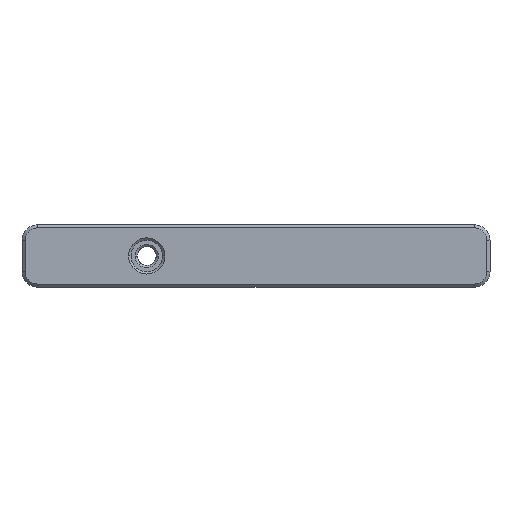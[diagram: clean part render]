
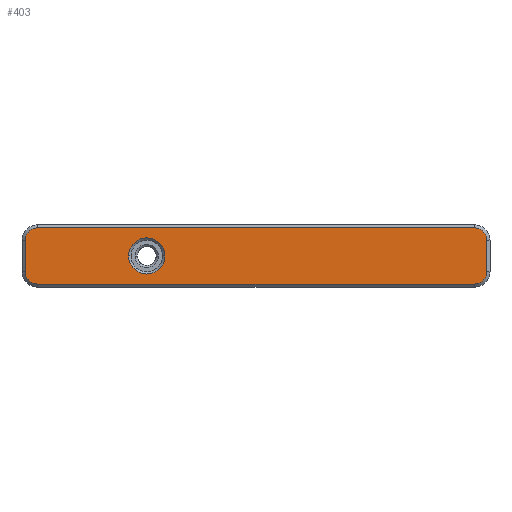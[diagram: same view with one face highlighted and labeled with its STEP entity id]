
A CAD part, top view. The second image highlights one B-rep face of the part: STEP entity #403.
In plain terms, the highlighted planar face has unit normal (0, 0, 1).
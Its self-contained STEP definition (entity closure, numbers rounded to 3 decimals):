
#42 = ORIENTED_EDGE ( 'NONE', *, *, #2818, .T. ) ;
#59 = CIRCLE ( 'NONE', #2218, 4. ) ;
#135 = ORIENTED_EDGE ( 'NONE', *, *, #253, .T. ) ;
#141 = DIRECTION ( 'NONE',  ( 0., 0., -1. ) ) ;
#253 = EDGE_CURVE ( 'NONE', #427, #635, #2660, .T. ) ;
#266 = EDGE_LOOP ( 'NONE', ( #1899, #2323, #135, #2330, #42, #2434, #1536, #2155 ) ) ;
#315 = VECTOR ( 'NONE', #2147, 1000. ) ;
#326 = ORIENTED_EDGE ( 'NONE', *, *, #1550, .T. ) ;
#342 = VECTOR ( 'NONE', #974, 1000. ) ;
#363 = CARTESIAN_POINT ( 'NONE',  ( -39., -5., 7. ) ) ;
#374 = DIRECTION ( 'NONE',  ( 0., 0., 1. ) ) ;
#379 = DIRECTION ( 'NONE',  ( 1., 0., 0. ) ) ;
#403 = ADVANCED_FACE ( 'NONE', ( #452, #1783 ), #1286, .T. ) ;
#427 = VERTEX_POINT ( 'NONE', #1949 ) ;
#443 = DIRECTION ( 'NONE',  ( 1., 0., 0. ) ) ;
#452 = FACE_BOUND ( 'NONE', #786, .T. ) ;
#505 = DIRECTION ( 'NONE',  ( 1., 0., 0. ) ) ;
#529 = DIRECTION ( 'NONE',  ( 1., 0., 0. ) ) ;
#562 = CARTESIAN_POINT ( 'NONE',  ( 105., -9., 7. ) ) ;
#565 = DIRECTION ( 'NONE',  ( 0., 0., 1. ) ) ;
#572 = VERTEX_POINT ( 'NONE', #2708 ) ;
#635 = VERTEX_POINT ( 'NONE', #562 ) ;
#677 = VERTEX_POINT ( 'NONE', #2432 ) ;
#681 = CARTESIAN_POINT ( 'NONE',  ( 109., 5., 7. ) ) ;
#705 = VERTEX_POINT ( 'NONE', #1712 ) ;
#726 = DIRECTION ( 'NONE',  ( 0., 0., -1. ) ) ;
#784 = VERTEX_POINT ( 'NONE', #1063 ) ;
#786 = EDGE_LOOP ( 'NONE', ( #2888, #326 ) ) ;
#825 = LINE ( 'NONE', #1707, #1842 ) ;
#877 = EDGE_CURVE ( 'NONE', #635, #784, #59, .T. ) ;
#974 = DIRECTION ( 'NONE',  ( 0., 1., 0. ) ) ;
#977 = DIRECTION ( 'NONE',  ( 0., 0., 1. ) ) ;
#1063 = CARTESIAN_POINT ( 'NONE',  ( 109., -5., 7. ) ) ;
#1126 = AXIS2_PLACEMENT_3D ( 'NONE', #2191, #1331, #1756 ) ;
#1143 = CARTESIAN_POINT ( 'NONE',  ( -35., 5., 7. ) ) ;
#1181 = DIRECTION ( 'NONE',  ( 1., 0., 0. ) ) ;
#1196 = DIRECTION ( 'NONE',  ( -1., 0., 0. ) ) ;
#1243 = CARTESIAN_POINT ( 'NONE',  ( -39., 5., 7. ) ) ;
#1286 = PLANE ( 'NONE',  #1126 ) ;
#1331 = DIRECTION ( 'NONE',  ( 0., 0., 1. ) ) ;
#1386 = EDGE_CURVE ( 'NONE', #705, #2140, #2091, .T. ) ;
#1398 = EDGE_CURVE ( 'NONE', #572, #677, #1520, .T. ) ;
#1429 = LINE ( 'NONE', #363, #315 ) ;
#1431 = VERTEX_POINT ( 'NONE', #1243 ) ;
#1439 = DIRECTION ( 'NONE',  ( 1., 0., 0. ) ) ;
#1468 = CARTESIAN_POINT ( 'NONE',  ( -35., -5., 7. ) ) ;
#1520 = CIRCLE ( 'NONE', #1945, 5.8 ) ;
#1536 = ORIENTED_EDGE ( 'NONE', *, *, #2270, .T. ) ;
#1550 = EDGE_CURVE ( 'NONE', #677, #572, #2845, .T. ) ;
#1590 = DIRECTION ( 'NONE',  ( 0., 0., 1. ) ) ;
#1707 = CARTESIAN_POINT ( 'NONE',  ( -35., 9., 7. ) ) ;
#1712 = CARTESIAN_POINT ( 'NONE',  ( 109., 5., 7. ) ) ;
#1756 = DIRECTION ( 'NONE',  ( 1., 0., 0. ) ) ;
#1757 = EDGE_CURVE ( 'NONE', #1431, #2779, #1429, .T. ) ;
#1783 = FACE_OUTER_BOUND ( 'NONE', #266, .T. ) ;
#1838 = AXIS2_PLACEMENT_3D ( 'NONE', #1143, #1590, #1181 ) ;
#1842 = VECTOR ( 'NONE', #1196, 1000. ) ;
#1864 = VECTOR ( 'NONE', #443, 1000. ) ;
#1899 = ORIENTED_EDGE ( 'NONE', *, *, #1757, .T. ) ;
#1945 = AXIS2_PLACEMENT_3D ( 'NONE', #2554, #726, #505 ) ;
#1949 = CARTESIAN_POINT ( 'NONE',  ( -35., -9., 7. ) ) ;
#2037 = EDGE_CURVE ( 'NONE', #2576, #1431, #2886, .T. ) ;
#2055 = CARTESIAN_POINT ( 'NONE',  ( 105., 5., 7. ) ) ;
#2091 = CIRCLE ( 'NONE', #2476, 4. ) ;
#2125 = CARTESIAN_POINT ( 'NONE',  ( -35., 9., 7. ) ) ;
#2133 = DIRECTION ( 'NONE',  ( 1., 0., 0. ) ) ;
#2140 = VERTEX_POINT ( 'NONE', #2721 ) ;
#2147 = DIRECTION ( 'NONE',  ( 0., -1., 0. ) ) ;
#2155 = ORIENTED_EDGE ( 'NONE', *, *, #2037, .T. ) ;
#2165 = CARTESIAN_POINT ( 'NONE',  ( 105., -5., 7. ) ) ;
#2191 = CARTESIAN_POINT ( 'NONE',  ( 0., 0., 7. ) ) ;
#2218 = AXIS2_PLACEMENT_3D ( 'NONE', #2165, #565, #379 ) ;
#2236 = CIRCLE ( 'NONE', #2373, 4. ) ;
#2246 = EDGE_CURVE ( 'NONE', #2779, #427, #2236, .T. ) ;
#2250 = CARTESIAN_POINT ( 'NONE',  ( 105., -9., 7. ) ) ;
#2270 = EDGE_CURVE ( 'NONE', #2140, #2576, #825, .T. ) ;
#2323 = ORIENTED_EDGE ( 'NONE', *, *, #2246, .T. ) ;
#2330 = ORIENTED_EDGE ( 'NONE', *, *, #877, .T. ) ;
#2373 = AXIS2_PLACEMENT_3D ( 'NONE', #1468, #374, #1439 ) ;
#2432 = CARTESIAN_POINT ( 'NONE',  ( -5.8, 0., 7. ) ) ;
#2434 = ORIENTED_EDGE ( 'NONE', *, *, #1386, .T. ) ;
#2476 = AXIS2_PLACEMENT_3D ( 'NONE', #2055, #977, #529 ) ;
#2554 = CARTESIAN_POINT ( 'NONE',  ( 0., 0., 7. ) ) ;
#2576 = VERTEX_POINT ( 'NONE', #2125 ) ;
#2644 = CARTESIAN_POINT ( 'NONE',  ( 0., 0., 7. ) ) ;
#2660 = LINE ( 'NONE', #2250, #1864 ) ;
#2693 = LINE ( 'NONE', #681, #342 ) ;
#2708 = CARTESIAN_POINT ( 'NONE',  ( 5.8, 0., 7. ) ) ;
#2721 = CARTESIAN_POINT ( 'NONE',  ( 105., 9., 7. ) ) ;
#2779 = VERTEX_POINT ( 'NONE', #2783 ) ;
#2783 = CARTESIAN_POINT ( 'NONE',  ( -39., -5., 7. ) ) ;
#2802 = AXIS2_PLACEMENT_3D ( 'NONE', #2644, #141, #2133 ) ;
#2818 = EDGE_CURVE ( 'NONE', #784, #705, #2693, .T. ) ;
#2845 = CIRCLE ( 'NONE', #2802, 5.8 ) ;
#2886 = CIRCLE ( 'NONE', #1838, 4. ) ;
#2888 = ORIENTED_EDGE ( 'NONE', *, *, #1398, .T. ) ;
